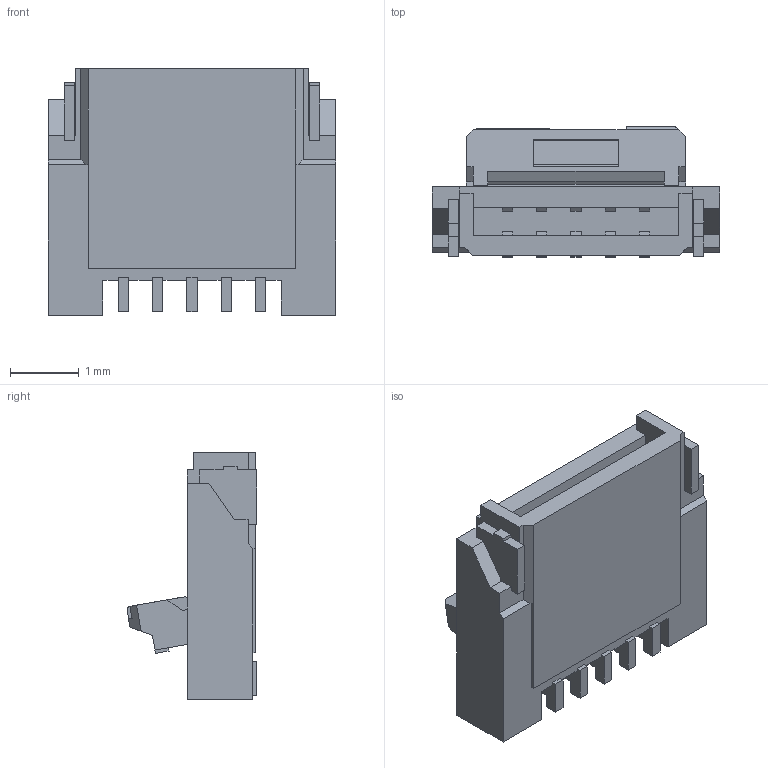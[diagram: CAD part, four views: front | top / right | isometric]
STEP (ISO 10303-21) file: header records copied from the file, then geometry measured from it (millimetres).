
FILE_DESCRIPTION( ( 'STEP AP214' ), '1' );
FILE_NAME( 'psolqas_9344_14.stp', '2020-05-05T16:16:09', ( 'License CC BY-ND 4.0' ), ( 'CADENAS' ), ' ', 'PARTsolutions', ' ' );
FILE_SCHEMA( ( 'AUTOMOTIVE_DESIGN { 1 0 10303 214 1 1 1 1 }' ) );
Length unit declared in the file: metre
Products named in the file (1): 1
Bounding box: 4.2 x 1.9 x 3.6 mm (x, y, z)
Volume: 10 mm3; surface area: 77.8 mm2
Topology: 1 solids, 1 shells, 306 faces, 859 edges, 571 vertices
Faces by surface type: plane 281, cylinder 25
Entity records: 9739 total; most frequent: CARTESIAN_POINT 1743, ORIENTED_EDGE 1718, DIRECTION 1525, EDGE_CURVE 859, LINE 805, VECTOR 805, VERTEX_POINT 571, AXIS2_PLACEMENT_3D 360
